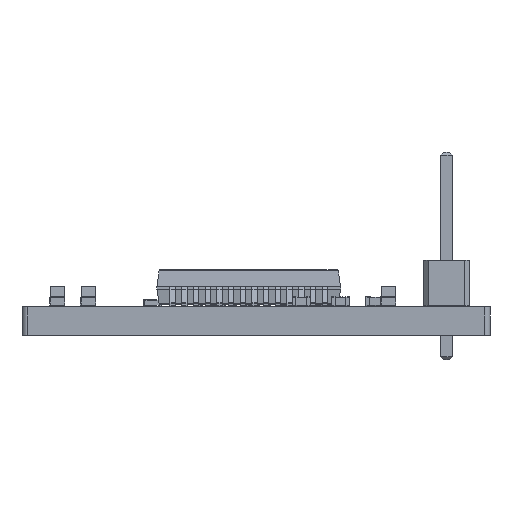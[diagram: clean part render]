
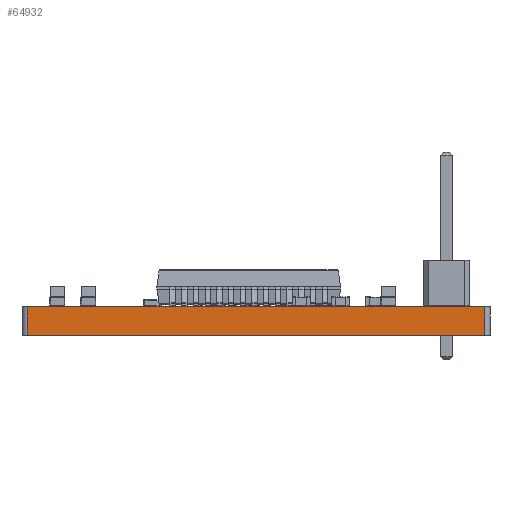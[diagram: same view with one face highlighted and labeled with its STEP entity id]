
A CAD part, front view. The second image highlights one B-rep face of the part: STEP entity #64932.
In plain terms, the highlighted planar face has unit normal (0, -1, 0).
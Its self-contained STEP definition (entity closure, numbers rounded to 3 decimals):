
#64814 = EDGE_CURVE('',#64815,#64817,#64819,.T.);
#64815 = VERTEX_POINT('',#64816);
#64816 = CARTESIAN_POINT('',(12.7,-25.263,0.));
#64817 = VERTEX_POINT('',#64818);
#64818 = CARTESIAN_POINT('',(12.7,-25.263,1.6));
#64819 = SURFACE_CURVE('',#64820,(#64824,#64836),.PCURVE_S1.);
#64820 = LINE('',#64821,#64822);
#64821 = CARTESIAN_POINT('',(12.7,-25.263,0.));
#64822 = VECTOR('',#64823,1.);
#64823 = DIRECTION('',(0.,0.,1.));
#64824 = PCURVE('',#64825,#64830);
#64825 = CYLINDRICAL_SURFACE('',#64826,0.3);
#64826 = AXIS2_PLACEMENT_3D('',#64827,#64828,#64829);
#64827 = CARTESIAN_POINT('',(12.7,-24.963,0.));
#64828 = DIRECTION('',(0.,0.,-1.));
#64829 = DIRECTION('',(1.,0.,0.));
#64830 = DEFINITIONAL_REPRESENTATION('',(#64831),#64835);
#64831 = LINE('',#64832,#64833);
#64832 = CARTESIAN_POINT('',(-4.712,0.));
#64833 = VECTOR('',#64834,1.);
#64834 = DIRECTION('',(0.,-1.));
#64835 = ( GEOMETRIC_REPRESENTATION_CONTEXT(2) 
PARAMETRIC_REPRESENTATION_CONTEXT() REPRESENTATION_CONTEXT('2D SPACE',''
  ) );
#64836 = PCURVE('',#64837,#64842);
#64837 = PLANE('',#64838);
#64838 = AXIS2_PLACEMENT_3D('',#64839,#64840,#64841);
#64839 = CARTESIAN_POINT('',(-12.7,-25.263,0.));
#64840 = DIRECTION('',(0.,1.,0.));
#64841 = DIRECTION('',(1.,0.,0.));
#64842 = DEFINITIONAL_REPRESENTATION('',(#64843),#64847);
#64843 = LINE('',#64844,#64845);
#64844 = CARTESIAN_POINT('',(25.4,0.));
#64845 = VECTOR('',#64846,1.);
#64846 = DIRECTION('',(0.,-1.));
#64847 = ( GEOMETRIC_REPRESENTATION_CONTEXT(2) 
PARAMETRIC_REPRESENTATION_CONTEXT() REPRESENTATION_CONTEXT('2D SPACE',''
  ) );
#64866 = PLANE('',#64867);
#64867 = AXIS2_PLACEMENT_3D('',#64868,#64869,#64870);
#64868 = CARTESIAN_POINT('',(0.,0.705,1.6));
#64869 = DIRECTION('',(0.,0.,1.));
#64870 = DIRECTION('',(1.,0.,0.));
#64921 = PLANE('',#64922);
#64922 = AXIS2_PLACEMENT_3D('',#64923,#64924,#64925);
#64923 = CARTESIAN_POINT('',(0.,0.705,0.)
  );
#64924 = DIRECTION('',(0.,0.,1.));
#64925 = DIRECTION('',(1.,0.,0.));
#64932 = ADVANCED_FACE('',(#64933),#64837,.F.);
#64933 = FACE_BOUND('',#64934,.F.);
#64934 = EDGE_LOOP('',(#64935,#64965,#64986,#64987));
#64935 = ORIENTED_EDGE('',*,*,#64936,.T.);
#64936 = EDGE_CURVE('',#64937,#64939,#64941,.T.);
#64937 = VERTEX_POINT('',#64938);
#64938 = CARTESIAN_POINT('',(-12.7,-25.263,0.));
#64939 = VERTEX_POINT('',#64940);
#64940 = CARTESIAN_POINT('',(-12.7,-25.263,1.6));
#64941 = SURFACE_CURVE('',#64942,(#64946,#64953),.PCURVE_S1.);
#64942 = LINE('',#64943,#64944);
#64943 = CARTESIAN_POINT('',(-12.7,-25.263,0.));
#64944 = VECTOR('',#64945,1.);
#64945 = DIRECTION('',(0.,0.,1.));
#64946 = PCURVE('',#64837,#64947);
#64947 = DEFINITIONAL_REPRESENTATION('',(#64948),#64952);
#64948 = LINE('',#64949,#64950);
#64949 = CARTESIAN_POINT('',(0.,0.));
#64950 = VECTOR('',#64951,1.);
#64951 = DIRECTION('',(0.,-1.));
#64952 = ( GEOMETRIC_REPRESENTATION_CONTEXT(2) 
PARAMETRIC_REPRESENTATION_CONTEXT() REPRESENTATION_CONTEXT('2D SPACE',''
  ) );
#64953 = PCURVE('',#64954,#64959);
#64954 = CYLINDRICAL_SURFACE('',#64955,0.3);
#64955 = AXIS2_PLACEMENT_3D('',#64956,#64957,#64958);
#64956 = CARTESIAN_POINT('',(-12.7,-24.963,0.));
#64957 = DIRECTION('',(0.,0.,-1.));
#64958 = DIRECTION('',(1.,0.,0.));
#64959 = DEFINITIONAL_REPRESENTATION('',(#64960),#64964);
#64960 = LINE('',#64961,#64962);
#64961 = CARTESIAN_POINT('',(-4.712,0.));
#64962 = VECTOR('',#64963,1.);
#64963 = DIRECTION('',(0.,-1.));
#64964 = ( GEOMETRIC_REPRESENTATION_CONTEXT(2) 
PARAMETRIC_REPRESENTATION_CONTEXT() REPRESENTATION_CONTEXT('2D SPACE',''
  ) );
#64965 = ORIENTED_EDGE('',*,*,#64966,.T.);
#64966 = EDGE_CURVE('',#64939,#64817,#64967,.T.);
#64967 = SURFACE_CURVE('',#64968,(#64972,#64979),.PCURVE_S1.);
#64968 = LINE('',#64969,#64970);
#64969 = CARTESIAN_POINT('',(-12.7,-25.263,1.6));
#64970 = VECTOR('',#64971,1.);
#64971 = DIRECTION('',(1.,0.,0.));
#64972 = PCURVE('',#64837,#64973);
#64973 = DEFINITIONAL_REPRESENTATION('',(#64974),#64978);
#64974 = LINE('',#64975,#64976);
#64975 = CARTESIAN_POINT('',(0.,-1.6));
#64976 = VECTOR('',#64977,1.);
#64977 = DIRECTION('',(1.,0.));
#64978 = ( GEOMETRIC_REPRESENTATION_CONTEXT(2) 
PARAMETRIC_REPRESENTATION_CONTEXT() REPRESENTATION_CONTEXT('2D SPACE',''
  ) );
#64979 = PCURVE('',#64866,#64980);
#64980 = DEFINITIONAL_REPRESENTATION('',(#64981),#64985);
#64981 = LINE('',#64982,#64983);
#64982 = CARTESIAN_POINT('',(-12.7,-25.967));
#64983 = VECTOR('',#64984,1.);
#64984 = DIRECTION('',(1.,0.));
#64985 = ( GEOMETRIC_REPRESENTATION_CONTEXT(2) 
PARAMETRIC_REPRESENTATION_CONTEXT() REPRESENTATION_CONTEXT('2D SPACE',''
  ) );
#64986 = ORIENTED_EDGE('',*,*,#64814,.F.);
#64987 = ORIENTED_EDGE('',*,*,#64988,.F.);
#64988 = EDGE_CURVE('',#64937,#64815,#64989,.T.);
#64989 = SURFACE_CURVE('',#64990,(#64994,#65001),.PCURVE_S1.);
#64990 = LINE('',#64991,#64992);
#64991 = CARTESIAN_POINT('',(-12.7,-25.263,0.));
#64992 = VECTOR('',#64993,1.);
#64993 = DIRECTION('',(1.,0.,0.));
#64994 = PCURVE('',#64837,#64995);
#64995 = DEFINITIONAL_REPRESENTATION('',(#64996),#65000);
#64996 = LINE('',#64997,#64998);
#64997 = CARTESIAN_POINT('',(0.,0.));
#64998 = VECTOR('',#64999,1.);
#64999 = DIRECTION('',(1.,0.));
#65000 = ( GEOMETRIC_REPRESENTATION_CONTEXT(2) 
PARAMETRIC_REPRESENTATION_CONTEXT() REPRESENTATION_CONTEXT('2D SPACE',''
  ) );
#65001 = PCURVE('',#64921,#65002);
#65002 = DEFINITIONAL_REPRESENTATION('',(#65003),#65007);
#65003 = LINE('',#65004,#65005);
#65004 = CARTESIAN_POINT('',(-12.7,-25.967));
#65005 = VECTOR('',#65006,1.);
#65006 = DIRECTION('',(1.,0.));
#65007 = ( GEOMETRIC_REPRESENTATION_CONTEXT(2) 
PARAMETRIC_REPRESENTATION_CONTEXT() REPRESENTATION_CONTEXT('2D SPACE',''
  ) );
